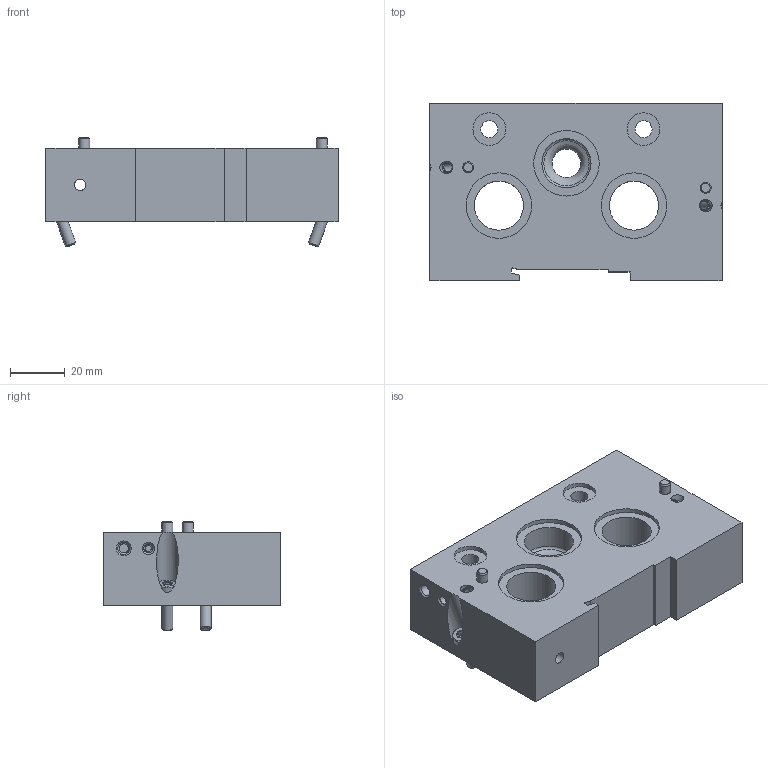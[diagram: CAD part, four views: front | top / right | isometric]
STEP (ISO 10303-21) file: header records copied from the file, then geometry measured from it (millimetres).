
FILE_DESCRIPTION(/* description */ ('STEP AP214'),/* implementation_level */ '2;1');
FILE_NAME(/* name */ '161102_NAW-1_4-01-VDMA',/* time_stamp */ '2024-09-10T09:25:38+02:00',/* author */ ('License CC BY-ND 4.0'),/* organization */ ('CADENAS'),/* preprocessor_version */ 'ST-DEVELOPER v19.3',/* originating_system */ 'PARTsolutions',/* authorisation */ ' ');
FILE_SCHEMA (('AUTOMOTIVE_DESIGN {1 0 10303 214 3 1 1}'));
Length unit declared in the file: millimetre
Products named in the file (3): 161102 NAW-1/4-01-VDMA; 161102 NAW-1/4-01-VDMA---(P); DIN-912 - M4x14(F)
Assembly tree (3 placements, depth 2):
  161102 NAW-1/4-01-VDMA
    161102 NAW-1/4-01-VDMA---(P)
    DIN-912 - M4x14(F)  x2
Bounding box: 107.32 x 65 x 40.18 mm (x, y, z)
Volume: 146747.7 mm3; surface area: 34787.1 mm2
Topology: 3 solids, 3 shells, 160 faces, 322 edges, 191 vertices
Faces by surface type: plane 72, cylinder 40, cone 38, torus 10
Full cylindrical faces by diameter (mm): 3.242 x5, 4 x5, 4.2 x3, 4.33 x2, 4.5 x2, 6.2 x2, 7 x2, 8 x3, 9.4 x1, 10.5 x1, 11.445 x2, 12 x2, 18 x4, 24 x3
Entity records: 3209 total; most frequent: DIRECTION 580, CARTESIAN_POINT 532, ORIENTED_EDGE 396, AXIS2_PLACEMENT_3D 253, FACE_BOUND 238, EDGE_LOOP 236, EDGE_CURVE 198, VERTEX_POINT 158
